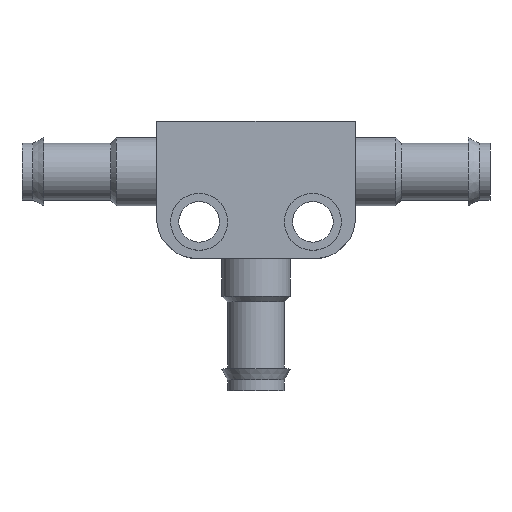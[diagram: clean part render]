
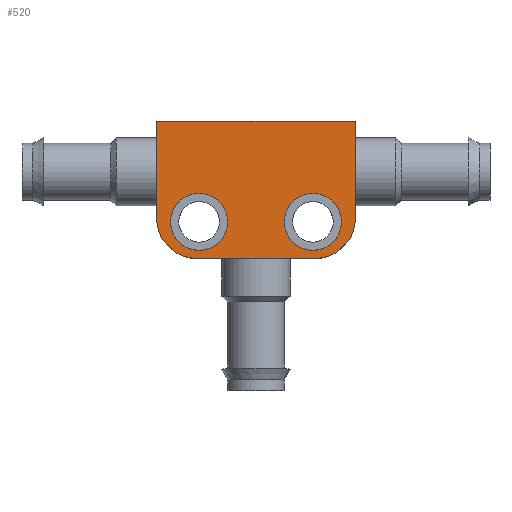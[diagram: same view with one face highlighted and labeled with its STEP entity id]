
A CAD part, top view. The second image highlights one B-rep face of the part: STEP entity #520.
In plain terms, the highlighted planar face has unit normal (0, 0, 1).
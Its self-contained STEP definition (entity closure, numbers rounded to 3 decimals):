
#28=LINE('',#848,#42);
#32=LINE('',#858,#46);
#36=LINE('',#872,#50);
#39=LINE('',#883,#53);
#42=VECTOR('',#666,1000.);
#46=VECTOR('',#674,1000.);
#50=VECTOR('',#688,1000.);
#53=VECTOR('',#701,1000.);
#58=PLANE('',#585);
#103=ORIENTED_EDGE('',*,*,#209,.T.);
#104=ORIENTED_EDGE('',*,*,#210,.T.);
#105=ORIENTED_EDGE('',*,*,#190,.T.);
#106=ORIENTED_EDGE('',*,*,#195,.T.);
#107=ORIENTED_EDGE('',*,*,#198,.T.);
#108=ORIENTED_EDGE('',*,*,#202,.T.);
#109=ORIENTED_EDGE('',*,*,#205,.T.);
#110=ORIENTED_EDGE('',*,*,#208,.T.);
#190=EDGE_CURVE('',#247,#246,#28,.T.);
#195=EDGE_CURVE('',#246,#250,#32,.T.);
#198=EDGE_CURVE('',#250,#252,#294,.T.);
#202=EDGE_CURVE('',#252,#255,#36,.T.);
#205=EDGE_CURVE('',#255,#257,#297,.T.);
#208=EDGE_CURVE('',#257,#247,#39,.T.);
#209=EDGE_CURVE('',#259,#259,#299,.F.);
#210=EDGE_CURVE('',#260,#260,#300,.F.);
#246=VERTEX_POINT('',#847);
#247=VERTEX_POINT('',#849);
#250=VERTEX_POINT('',#857);
#252=VERTEX_POINT('',#863);
#255=VERTEX_POINT('',#871);
#257=VERTEX_POINT('',#877);
#259=VERTEX_POINT('',#886);
#260=VERTEX_POINT('',#888);
#294=CIRCLE('',#577,4.3);
#297=CIRCLE('',#582,4.3);
#299=CIRCLE('',#586,3.01);
#300=CIRCLE('',#587,3.01);
#342=EDGE_LOOP('',(#103));
#343=EDGE_LOOP('',(#104));
#344=EDGE_LOOP('',(#105,#106,#107,#108,#109,#110));
#424=FACE_BOUND('',#342,.T.);
#425=FACE_BOUND('',#343,.T.);
#426=FACE_BOUND('',#344,.T.);
#520=ADVANCED_FACE('',(#424,#425,#426),#58,.T.);
#577=AXIS2_PLACEMENT_3D('',#864,#680,#681);
#582=AXIS2_PLACEMENT_3D('',#878,#694,#695);
#585=AXIS2_PLACEMENT_3D('',#884,#702,#703);
#586=AXIS2_PLACEMENT_3D('',#885,#704,#705);
#587=AXIS2_PLACEMENT_3D('',#887,#706,#707);
#666=DIRECTION('',(-1.,0.,0.));
#674=DIRECTION('',(0.,-1.,0.));
#680=DIRECTION('',(0.,0.,1.));
#681=DIRECTION('',(1.,0.,0.));
#688=DIRECTION('',(1.,0.,0.));
#694=DIRECTION('',(0.,0.,1.));
#695=DIRECTION('',(1.,0.,0.));
#701=DIRECTION('',(0.,1.,0.));
#702=DIRECTION('',(0.,0.,1.));
#703=DIRECTION('',(1.,0.,0.));
#704=DIRECTION('',(0.,0.,1.));
#705=DIRECTION('',(1.,0.,0.));
#706=DIRECTION('',(0.,0.,1.));
#707=DIRECTION('',(1.,0.,0.));
#847=CARTESIAN_POINT('',(-10.5,5.3,4.4));
#848=CARTESIAN_POINT('',(10.5,5.3,4.4));
#849=CARTESIAN_POINT('',(10.5,5.3,4.4));
#857=CARTESIAN_POINT('',(-10.5,-4.87,4.4));
#858=CARTESIAN_POINT('',(-10.5,5.3,4.4));
#863=CARTESIAN_POINT('',(-6.2,-9.17,4.4));
#864=CARTESIAN_POINT('',(-6.2,-4.87,4.4));
#871=CARTESIAN_POINT('',(6.2,-9.17,4.4));
#872=CARTESIAN_POINT('',(-6.2,-9.17,4.4));
#877=CARTESIAN_POINT('',(10.5,-4.87,4.4));
#878=CARTESIAN_POINT('',(6.2,-4.87,4.4));
#883=CARTESIAN_POINT('',(10.5,-4.87,4.4));
#884=CARTESIAN_POINT('',(-6.2,-4.87,4.4));
#885=CARTESIAN_POINT('',(-6.,-5.3,4.4));
#886=CARTESIAN_POINT('',(-2.99,-5.3,4.4));
#887=CARTESIAN_POINT('',(6.,-5.3,4.4));
#888=CARTESIAN_POINT('',(9.01,-5.3,4.4));
